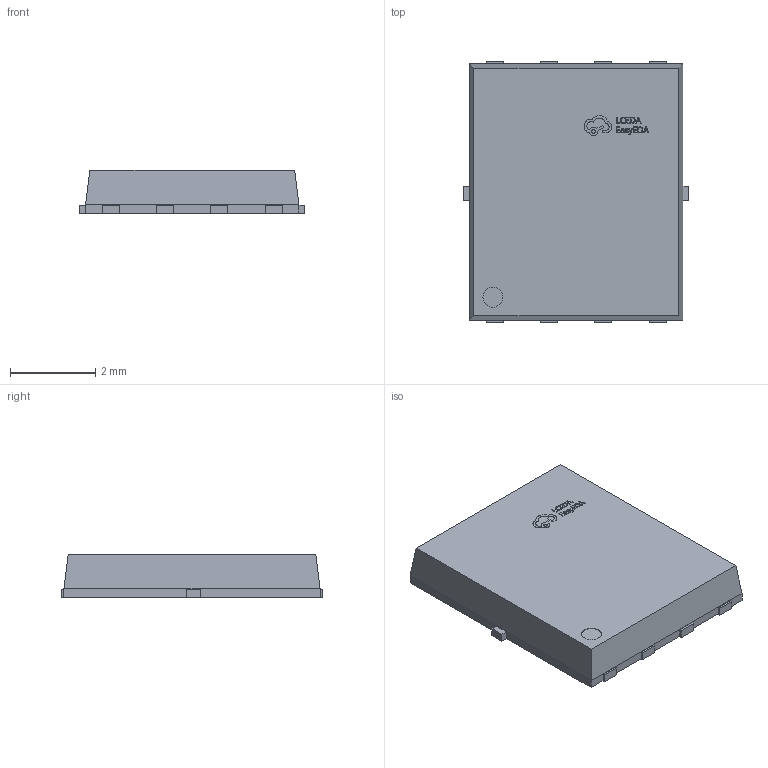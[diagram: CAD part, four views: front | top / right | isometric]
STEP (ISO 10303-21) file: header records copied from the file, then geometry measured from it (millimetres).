
FILE_DESCRIPTION (( 'STEP AP214' ), '1' );
FILE_NAME ('POWERVDFN-8_L6.0-W5.0-H1.0-P1.27.step', '2022-07-09T04:07:17', ( '' ), ( '' ), 'SwSTEP 2.0', 'SolidWorks 2020', '' );
FILE_SCHEMA (( 'AUTOMOTIVE_DESIGN' ));
Length unit declared in the file: millimetre
Products named in the file (1): POWERVDFN-8_L6.0-W5.0-H1.0-P1.27
Bounding box: 5.28 x 6.1 x 1.01 mm (x, y, z)
Volume: 29.3 mm3; surface area: 80.9 mm2
Topology: 1 solids, 1 shells, 356 faces, 977 edges, 650 vertices
Faces by surface type: plane 242, bspline 112, cylinder 2
Entity records: 16282 total; most frequent: CARTESIAN_POINT 4088, ORIENTED_EDGE 1954, DIRECTION 1243, EDGE_CURVE 977, LINE 745, VECTOR 745, VERTEX_POINT 650, EDGE_LOOP 383
